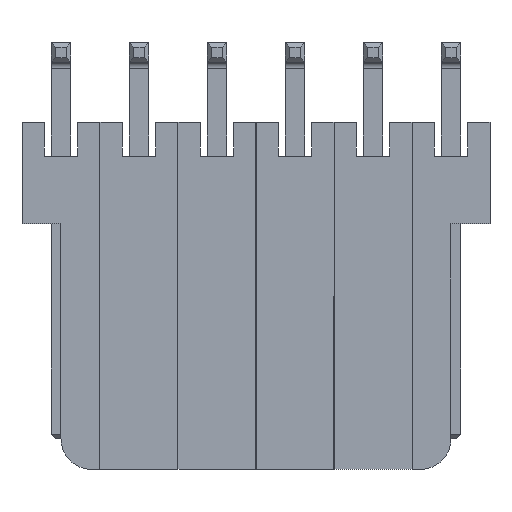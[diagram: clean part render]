
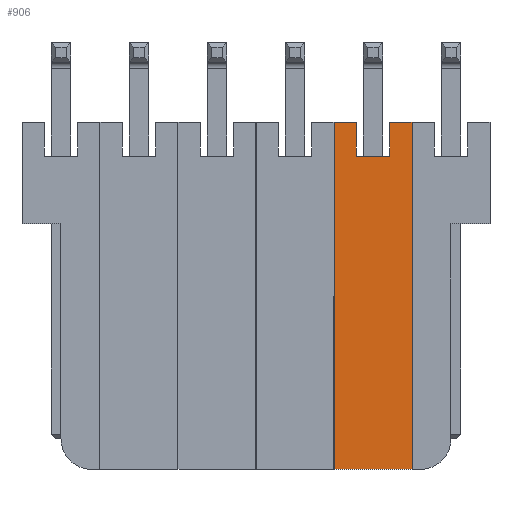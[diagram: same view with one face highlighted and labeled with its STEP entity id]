
A CAD part, front view. The second image highlights one B-rep face of the part: STEP entity #906.
In plain terms, the highlighted planar face has unit normal (0, -1, 0).
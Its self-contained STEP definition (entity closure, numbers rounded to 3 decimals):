
#126 = VECTOR ( 'NONE', #4945, 1000. ) ;
#170 = CARTESIAN_POINT ( 'NONE',  ( -0.72, 0., -1.1 ) ) ;
#213 = EDGE_CURVE ( 'NONE', #987, #1368, #4815, .T. ) ;
#216 = ORIENTED_EDGE ( 'NONE', *, *, #3281, .F. ) ;
#251 = AXIS2_PLACEMENT_3D ( 'NONE', #2542, #3334, #2159 ) ;
#277 = CARTESIAN_POINT ( 'NONE',  ( -1.82, 0., -1.1 ) ) ;
#363 = ORIENTED_EDGE ( 'NONE', *, *, #1886, .F. ) ;
#476 = DIRECTION ( 'NONE',  ( 0., 0., 1. ) ) ;
#499 = LINE ( 'NONE', #991, #3489 ) ;
#547 = LINE ( 'NONE', #3112, #3401 ) ;
#558 = EDGE_CURVE ( 'NONE', #1433, #3920, #4527, .T. ) ;
#663 = ORIENTED_EDGE ( 'NONE', *, *, #213, .F. ) ;
#780 = VERTEX_POINT ( 'NONE', #2383 ) ;
#784 = CARTESIAN_POINT ( 'NONE',  ( 0., 0., -11.3 ) ) ;
#833 = DIRECTION ( 'NONE',  ( 1., 0., 0. ) ) ;
#906 = ADVANCED_FACE ( 'NONE', ( #2841 ), #2872, .F. ) ;
#987 = VERTEX_POINT ( 'NONE', #1755 ) ;
#991 = CARTESIAN_POINT ( 'NONE',  ( -2.54, 0., 0. ) ) ;
#1021 = CARTESIAN_POINT ( 'NONE',  ( 0., 0., 0. ) ) ;
#1254 = CARTESIAN_POINT ( 'NONE',  ( -0.72, 0., -1.1 ) ) ;
#1368 = VERTEX_POINT ( 'NONE', #4588 ) ;
#1433 = VERTEX_POINT ( 'NONE', #3065 ) ;
#1522 = VECTOR ( 'NONE', #2979, 1000. ) ;
#1553 = ORIENTED_EDGE ( 'NONE', *, *, #3941, .F. ) ;
#1562 = CARTESIAN_POINT ( 'NONE',  ( -2.54, 0., -11.3 ) ) ;
#1712 = VECTOR ( 'NONE', #3911, 1000. ) ;
#1732 = CARTESIAN_POINT ( 'NONE',  ( -1.82, 0., -1.1 ) ) ;
#1755 = CARTESIAN_POINT ( 'NONE',  ( -2.54, 0., 0. ) ) ;
#1831 = ORIENTED_EDGE ( 'NONE', *, *, #4139, .F. ) ;
#1874 = DIRECTION ( 'NONE',  ( -1., 0., 0. ) ) ;
#1886 = EDGE_CURVE ( 'NONE', #780, #2888, #2580, .T. ) ;
#1915 = VERTEX_POINT ( 'NONE', #4618 ) ;
#2107 = ORIENTED_EDGE ( 'NONE', *, *, #4364, .F. ) ;
#2159 = DIRECTION ( 'NONE',  ( 0., 0., 1. ) ) ;
#2380 = LINE ( 'NONE', #277, #1712 ) ;
#2383 = CARTESIAN_POINT ( 'NONE',  ( 0., 0., 0. ) ) ;
#2468 = CARTESIAN_POINT ( 'NONE',  ( 0., 0., 0. ) ) ;
#2480 = CARTESIAN_POINT ( 'NONE',  ( -1.82, 0., 0. ) ) ;
#2542 = CARTESIAN_POINT ( 'NONE',  ( 0., 0., 0. ) ) ;
#2580 = LINE ( 'NONE', #1021, #1522 ) ;
#2611 = ORIENTED_EDGE ( 'NONE', *, *, #3376, .F. ) ;
#2633 = ORIENTED_EDGE ( 'NONE', *, *, #558, .F. ) ;
#2841 = FACE_OUTER_BOUND ( 'NONE', #5177, .T. ) ;
#2872 = PLANE ( 'NONE',  #251 ) ;
#2888 = VERTEX_POINT ( 'NONE', #784 ) ;
#2979 = DIRECTION ( 'NONE',  ( 0., 0., -1. ) ) ;
#3057 = VECTOR ( 'NONE', #476, 1000. ) ;
#3065 = CARTESIAN_POINT ( 'NONE',  ( -1.82, 0., -1.1 ) ) ;
#3112 = CARTESIAN_POINT ( 'NONE',  ( -2.54, 0., -11.3 ) ) ;
#3281 = EDGE_CURVE ( 'NONE', #1915, #780, #3732, .T. ) ;
#3334 = DIRECTION ( 'NONE',  ( 0., 1., 0. ) ) ;
#3376 = EDGE_CURVE ( 'NONE', #2888, #4290, #547, .T. ) ;
#3401 = VECTOR ( 'NONE', #1874, 1000. ) ;
#3489 = VECTOR ( 'NONE', #3823, 1000. ) ;
#3732 = LINE ( 'NONE', #2468, #4174 ) ;
#3823 = DIRECTION ( 'NONE',  ( 0., 0., 1. ) ) ;
#3900 = DIRECTION ( 'NONE',  ( 1., 0., 0. ) ) ;
#3911 = DIRECTION ( 'NONE',  ( 0., 0., -1. ) ) ;
#3920 = VERTEX_POINT ( 'NONE', #170 ) ;
#3941 = EDGE_CURVE ( 'NONE', #4290, #987, #499, .T. ) ;
#4139 = EDGE_CURVE ( 'NONE', #1368, #1433, #2380, .T. ) ;
#4174 = VECTOR ( 'NONE', #3900, 1000. ) ;
#4261 = LINE ( 'NONE', #1254, #3057 ) ;
#4290 = VERTEX_POINT ( 'NONE', #1562 ) ;
#4306 = VECTOR ( 'NONE', #833, 1000. ) ;
#4364 = EDGE_CURVE ( 'NONE', #3920, #1915, #4261, .T. ) ;
#4527 = LINE ( 'NONE', #1732, #126 ) ;
#4588 = CARTESIAN_POINT ( 'NONE',  ( -1.82, 0., 0. ) ) ;
#4618 = CARTESIAN_POINT ( 'NONE',  ( -0.72, 0., 0. ) ) ;
#4815 = LINE ( 'NONE', #2480, #4306 ) ;
#4945 = DIRECTION ( 'NONE',  ( 1., 0., 0. ) ) ;
#5177 = EDGE_LOOP ( 'NONE', ( #363, #216, #2107, #2633, #1831, #663, #1553, #2611 ) ) ;
